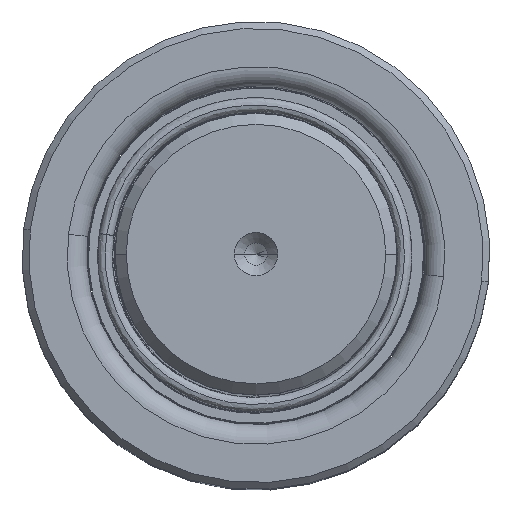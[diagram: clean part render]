
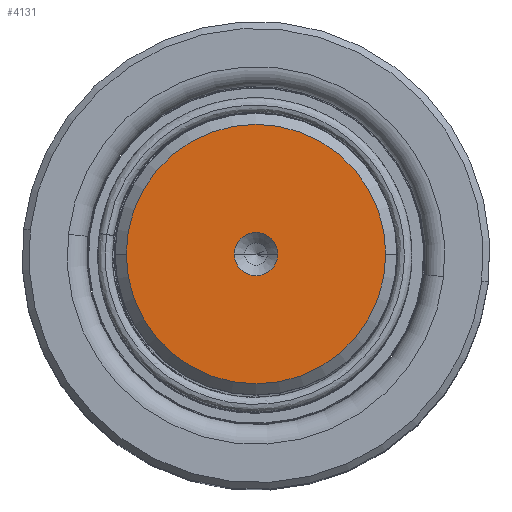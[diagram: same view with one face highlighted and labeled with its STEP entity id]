
A CAD part, top view. The second image highlights one B-rep face of the part: STEP entity #4131.
In plain terms, the highlighted planar face has unit normal (0, 0, 1).
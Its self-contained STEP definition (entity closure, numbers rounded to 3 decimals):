
#419 = VERTEX_POINT ( 'NONE', #15863 ) ;
#604 = VERTEX_POINT ( 'NONE', #662 ) ;
#662 = CARTESIAN_POINT ( 'NONE',  ( 3.85, 0., 240. ) ) ;
#999 = VERTEX_POINT ( 'NONE', #27375 ) ;
#4131 = ADVANCED_FACE ( 'NONE', ( #46631, #6286 ), #42906, .T. ) ;
#4797 = CARTESIAN_POINT ( 'NONE',  ( -23.016, 0., 240. ) ) ;
#5005 = DIRECTION ( 'NONE',  ( 1., 0., 0. ) ) ;
#5395 = VERTEX_POINT ( 'NONE', #4797 ) ;
#6286 = FACE_OUTER_BOUND ( 'NONE', #46476, .T. ) ;
#7159 = DIRECTION ( 'NONE',  ( 1., 0., 0. ) ) ;
#8317 = EDGE_CURVE ( 'NONE', #604, #419, #39550, .T. ) ;
#10044 = DIRECTION ( 'NONE',  ( 0., 0., 1. ) ) ;
#14343 = CARTESIAN_POINT ( 'NONE',  ( 0., 0., 240. ) ) ;
#15863 = CARTESIAN_POINT ( 'NONE',  ( -3.85, 0., 240. ) ) ;
#16993 = DIRECTION ( 'NONE',  ( 0., 0., 1. ) ) ;
#17168 = ORIENTED_EDGE ( 'NONE', *, *, #49552, .F. ) ;
#17309 = AXIS2_PLACEMENT_3D ( 'NONE', #18515, #10044, #30147 ) ;
#18390 = DIRECTION ( 'NONE',  ( 0., 0., 1. ) ) ;
#18515 = CARTESIAN_POINT ( 'NONE',  ( 0., 0., 240. ) ) ;
#19628 = CARTESIAN_POINT ( 'NONE',  ( 0., 0., 240. ) ) ;
#24907 = DIRECTION ( 'NONE',  ( 0., 0., 1. ) ) ;
#27375 = CARTESIAN_POINT ( 'NONE',  ( 23.016, 0., 240. ) ) ;
#27463 = EDGE_LOOP ( 'NONE', ( #43734, #17168 ) ) ;
#27762 = DIRECTION ( 'NONE',  ( 0., 0., 1. ) ) ;
#29470 = AXIS2_PLACEMENT_3D ( 'NONE', #44849, #24907, #5005 ) ;
#30147 = DIRECTION ( 'NONE',  ( 1., 0., 0. ) ) ;
#30407 = ORIENTED_EDGE ( 'NONE', *, *, #32761, .T. ) ;
#32761 = EDGE_CURVE ( 'NONE', #5395, #999, #33788, .T. ) ;
#33591 = ORIENTED_EDGE ( 'NONE', *, *, #46209, .T. ) ;
#33788 = CIRCLE ( 'NONE', #17309, 23.016 ) ;
#34571 = CIRCLE ( 'NONE', #29470, 3.85 ) ;
#34814 = AXIS2_PLACEMENT_3D ( 'NONE', #45879, #16993, #37293 ) ;
#37293 = DIRECTION ( 'NONE',  ( 1., 0., 0. ) ) ;
#39550 = CIRCLE ( 'NONE', #40616, 3.85 ) ;
#40616 = AXIS2_PLACEMENT_3D ( 'NONE', #19628, #27762, #7159 ) ;
#42906 = PLANE ( 'NONE',  #45590 ) ;
#43734 = ORIENTED_EDGE ( 'NONE', *, *, #8317, .F. ) ;
#44849 = CARTESIAN_POINT ( 'NONE',  ( 0., 0., 240. ) ) ;
#45590 = AXIS2_PLACEMENT_3D ( 'NONE', #14343, #18390, #46573 ) ;
#45879 = CARTESIAN_POINT ( 'NONE',  ( 0., 0., 240. ) ) ;
#46209 = EDGE_CURVE ( 'NONE', #999, #5395, #47833, .T. ) ;
#46476 = EDGE_LOOP ( 'NONE', ( #30407, #33591 ) ) ;
#46573 = DIRECTION ( 'NONE',  ( 1., 0., 0. ) ) ;
#46631 = FACE_BOUND ( 'NONE', #27463, .T. ) ;
#47833 = CIRCLE ( 'NONE', #34814, 23.016 ) ;
#49552 = EDGE_CURVE ( 'NONE', #419, #604, #34571, .T. ) ;
